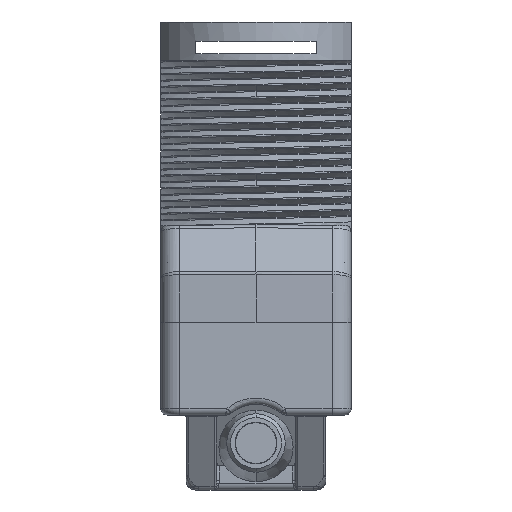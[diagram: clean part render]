
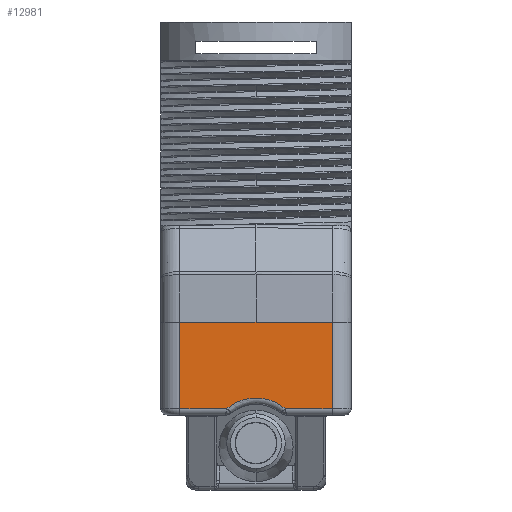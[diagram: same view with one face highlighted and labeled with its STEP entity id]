
A CAD part, front view. The second image highlights one B-rep face of the part: STEP entity #12981.
In plain terms, the highlighted planar face has unit normal (0, -1, 0).
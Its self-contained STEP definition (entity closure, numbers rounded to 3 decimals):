
#2721=DIRECTION('',(1.,0.,0.));
#2722=VECTOR('',#2721,6.);
#2723=CARTESIAN_POINT('',(-6.,-17.25,0.));
#2724=LINE('',#2723,#2722);
#2725=DIRECTION('',(1.,0.,0.));
#2726=VECTOR('',#2725,6.);
#2727=CARTESIAN_POINT('',(0.,-17.25,0.));
#2728=LINE('',#2727,#2726);
#2738=DIRECTION('',(0.,0.,1.));
#2739=VECTOR('',#2738,6.8);
#2740=CARTESIAN_POINT('',(6.,-17.25,-6.8));
#2741=LINE('',#2740,#2739);
#5771=DIRECTION('',(0.,0.,-1.));
#5772=VECTOR('',#5771,6.8);
#5773=CARTESIAN_POINT('',(-6.,-17.25,0.));
#5774=LINE('',#5773,#5772);
#5783=DIRECTION('',(-1.,0.,0.));
#5784=VECTOR('',#5783,3.695);
#5785=CARTESIAN_POINT('',(-2.305,-17.25,
-6.8));
#5786=LINE('',#5785,#5784);
#5799=CARTESIAN_POINT('',(-2.305,-17.25,
-6.8));
#5826=CARTESIAN_POINT('',(0.,-17.25,-9.5));
#5827=DIRECTION('',(0.,1.,0.));
#5828=DIRECTION('',(-0.649,0.,0.761));
#5829=AXIS2_PLACEMENT_3D('',#5826,#5827,#5828);
#5831=CARTESIAN_POINT('',(2.305,-17.25,
-6.8));
#5860=DIRECTION('',(-1.,0.,0.));
#5861=VECTOR('',#5860,3.695);
#5862=CARTESIAN_POINT('',(6.,-17.25,-6.8));
#5863=LINE('',#5862,#5861);
#10035=CARTESIAN_POINT('',(6.,-17.25,-6.8));
#10036=VERTEX_POINT('',#10035);
#10053=CARTESIAN_POINT('',(-6.,-17.25,-6.8));
#10054=VERTEX_POINT('',#10053);
#10059=CARTESIAN_POINT('',(-6.,-17.25,0.));
#10060=VERTEX_POINT('',#10059);
#10061=CARTESIAN_POINT('',(6.,-17.25,0.));
#10062=VERTEX_POINT('',#10061);
#10063=VERTEX_POINT('',#5831);
#10067=VERTEX_POINT('',#5799);
#10109=CARTESIAN_POINT('',(0.,-17.25,0.));
#10111=VERTEX_POINT('',#10109);
#12962=CARTESIAN_POINT('',(0.,-17.25,0.));
#12963=DIRECTION('',(0.,1.,0.));
#12964=DIRECTION('',(1.,0.,0.));
#12965=AXIS2_PLACEMENT_3D('',#12962,#12963,#12964);
#12966=PLANE('',#12965);
#12967=ORIENTED_EDGE('',*,*,#12954,.T.);
#12968=ORIENTED_EDGE('',*,*,#12915,.T.);
#12970=ORIENTED_EDGE('',*,*,#12969,.F.);
#12972=ORIENTED_EDGE('',*,*,#12971,.T.);
#12974=ORIENTED_EDGE('',*,*,#12973,.F.);
#12976=ORIENTED_EDGE('',*,*,#12975,.T.);
#12978=ORIENTED_EDGE('',*,*,#12977,.F.);
#12979=EDGE_LOOP('',(#12967,#12968,#12970,#12972,#12974,#12976,#12978));
#12980=FACE_OUTER_BOUND('',#12979,.F.);
#12981=ADVANCED_FACE('',(#12980),#12966,.F.);
#5830=CIRCLE('',#5829,3.55);
#12915=EDGE_CURVE('',#10111,#10062,#2728,.T.);
#12954=EDGE_CURVE('',#10060,#10111,#2724,.T.);
#12969=EDGE_CURVE('',#10036,#10062,#2741,.T.);
#12971=EDGE_CURVE('',#10036,#10063,#5863,.T.);
#12973=EDGE_CURVE('',#10067,#10063,#5830,.T.);
#12975=EDGE_CURVE('',#10067,#10054,#5786,.T.);
#12977=EDGE_CURVE('',#10060,#10054,#5774,.T.);
